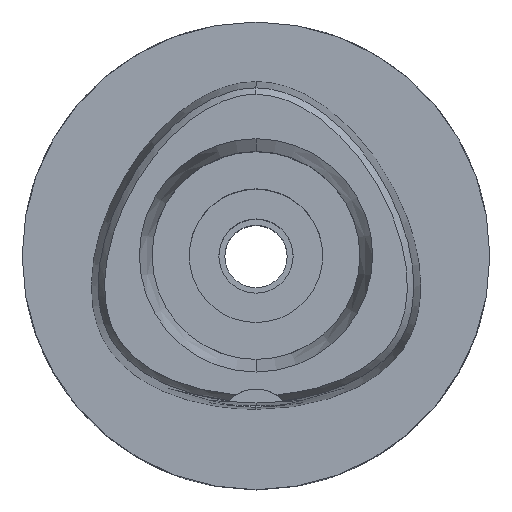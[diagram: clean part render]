
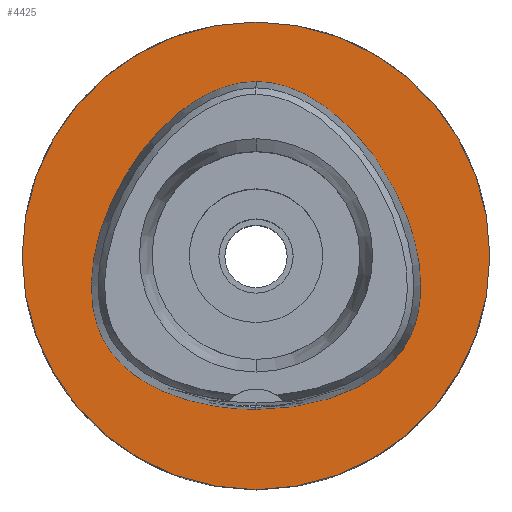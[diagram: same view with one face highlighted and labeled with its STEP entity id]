
A CAD part, top view. The second image highlights one B-rep face of the part: STEP entity #4425.
In plain terms, the highlighted planar face has unit normal (0, 0, 1).
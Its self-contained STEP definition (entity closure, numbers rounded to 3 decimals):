
#3 = CARTESIAN_POINT ( 'NONE',  ( -20.749, 4.657, 0. ) ) ;
#48 = B_SPLINE_CURVE_WITH_KNOTS ( 'NONE', 3,
 ( #3548, #3051, #343, #697, #2707, #1922, #672, #1507, #3, #1892, #368, #3527, #1557, #5087, #4299, #1118, #2686, #775, #2334, #1065, #4277, #1533, #4702 ),
 .UNSPECIFIED., .F., .F.,
 ( 4, 1, 1, 1, 1, 1, 1, 1, 1, 1, 1, 1, 1, 1, 1, 1, 1, 1, 1, 1, 4 ),
 ( 0., 0.042, 0.083, 0.125, 0.167, 0.25, 0.333, 0.417, 0.5, 0.542, 0.583, 0.625, 0.646, 0.667, 0.688, 0.708, 0.75, 0.792, 0.833, 0.917, 1. ),
 .UNSPECIFIED. ) ;
#152 = CIRCLE ( 'NONE', #649, 31.5 ) ;
#191 = CIRCLE ( 'NONE', #3910, 31.5 ) ;
#203 = CARTESIAN_POINT ( 'NONE',  ( 22.057, -6.848, 0. ) ) ;
#226 = ORIENTED_EDGE ( 'NONE', *, *, #4325, .F. ) ;
#272 = VERTEX_POINT ( 'NONE', #2648 ) ;
#343 = CARTESIAN_POINT ( 'NONE',  ( -2.565, 23.293, 0. ) ) ;
#368 = CARTESIAN_POINT ( 'NONE',  ( -22.245, -4.1, 0. ) ) ;
#561 = CARTESIAN_POINT ( 'NONE',  ( 11.233, -18.893, 0. ) ) ;
#585 = VERTEX_POINT ( 'NONE', #4396 ) ;
#649 = AXIS2_PLACEMENT_3D ( 'NONE', #1639, #4435, #3628 ) ;
#672 = CARTESIAN_POINT ( 'NONE',  ( -14.408, 15.641, 0. ) ) ;
#697 = CARTESIAN_POINT ( 'NONE',  ( -5.098, 22.526, 0. ) ) ;
#775 = CARTESIAN_POINT ( 'NONE',  ( -16.959, -15.678, 0. ) ) ;
#810 = DIRECTION ( 'NONE',  ( 0., 0., -1. ) ) ;
#977 = CARTESIAN_POINT ( 'NONE',  ( 20.35, -11.749, 0. ) ) ;
#1065 = CARTESIAN_POINT ( 'NONE',  ( -11.233, -18.893, 0. ) ) ;
#1104 = B_SPLINE_CURVE_WITH_KNOTS ( 'NONE', 3,
 ( #4084, #2123, #3695, #561, #3753, #1759, #1370, #2147, #977, #2550, #4166, #203, #1784, #2202, #3899, #4689, #4209, #3067, #4665, #4286, #2275, #1936, #5098 ),
 .UNSPECIFIED., .F., .F.,
 ( 4, 1, 1, 1, 1, 1, 1, 1, 1, 1, 1, 1, 1, 1, 1, 1, 1, 1, 1, 1, 4 ),
 ( 0., 0.083, 0.167, 0.208, 0.25, 0.292, 0.313, 0.333, 0.354, 0.375, 0.417, 0.458, 0.5, 0.583, 0.667, 0.75, 0.833, 0.875, 0.917, 0.958, 1. ),
 .UNSPECIFIED. ) ;
#1118 = CARTESIAN_POINT ( 'NONE',  ( -19.649, -12.825, 0. ) ) ;
#1292 = EDGE_CURVE ( 'NONE', #4679, #585, #48, .T. ) ;
#1303 = DIRECTION ( 'NONE',  ( 0., -1., 0. ) ) ;
#1370 = CARTESIAN_POINT ( 'NONE',  ( 18.568, -14.169, 0. ) ) ;
#1444 = ORIENTED_EDGE ( 'NONE', *, *, #1292, .F. ) ;
#1507 = CARTESIAN_POINT ( 'NONE',  ( -18.068, 10.432, 0. ) ) ;
#1533 = CARTESIAN_POINT ( 'NONE',  ( -2.114, -20.675, 0. ) ) ;
#1557 = CARTESIAN_POINT ( 'NONE',  ( -21.555, -8.996, 0. ) ) ;
#1639 = CARTESIAN_POINT ( 'NONE',  ( 0., 0., 0. ) ) ;
#1664 = PLANE ( 'NONE',  #4458 ) ;
#1701 = ORIENTED_EDGE ( 'NONE', *, *, #2547, .F. ) ;
#1759 = CARTESIAN_POINT ( 'NONE',  ( 16.959, -15.678, 0. ) ) ;
#1784 = CARTESIAN_POINT ( 'NONE',  ( 22.245, -4.1, 0. ) ) ;
#1892 = CARTESIAN_POINT ( 'NONE',  ( -21.978, -0.281, 0. ) ) ;
#1922 = CARTESIAN_POINT ( 'NONE',  ( -10.746, 19.174, 0. ) ) ;
#1936 = CARTESIAN_POINT ( 'NONE',  ( 0.855, 23.475, 0. ) ) ;
#2005 = EDGE_LOOP ( 'NONE', ( #1444, #1701 ) ) ;
#2123 = CARTESIAN_POINT ( 'NONE',  ( 2.114, -20.675, 0. ) ) ;
#2147 = CARTESIAN_POINT ( 'NONE',  ( 19.649, -12.825, 0. ) ) ;
#2202 = CARTESIAN_POINT ( 'NONE',  ( 21.978, -0.281, 0. ) ) ;
#2275 = CARTESIAN_POINT ( 'NONE',  ( 2.565, 23.293, 0. ) ) ;
#2334 = CARTESIAN_POINT ( 'NONE',  ( -14.673, -17.214, 0. ) ) ;
#2397 = DIRECTION ( 'NONE',  ( 0., -1., 0. ) ) ;
#2547 = EDGE_CURVE ( 'NONE', #585, #4679, #1104, .T. ) ;
#2550 = CARTESIAN_POINT ( 'NONE',  ( 20.932, -10.604, 0. ) ) ;
#2636 = CARTESIAN_POINT ( 'NONE',  ( 0., 23.475, 0. ) ) ;
#2648 = CARTESIAN_POINT ( 'NONE',  ( 0., -31.5, 0. ) ) ;
#2686 = CARTESIAN_POINT ( 'NONE',  ( -18.568, -14.169, 0. ) ) ;
#2707 = CARTESIAN_POINT ( 'NONE',  ( -7.571, 21.315, 0. ) ) ;
#3051 = CARTESIAN_POINT ( 'NONE',  ( -0.855, 23.475, 0. ) ) ;
#3067 = CARTESIAN_POINT ( 'NONE',  ( 10.746, 19.174, 0. ) ) ;
#3245 = DIRECTION ( 'NONE',  ( 0., 0., -1. ) ) ;
#3271 = FACE_OUTER_BOUND ( 'NONE', #5099, .T. ) ;
#3274 = ORIENTED_EDGE ( 'NONE', *, *, #4108, .F. ) ;
#3324 = CARTESIAN_POINT ( 'NONE',  ( 0., 31.5, 0. ) ) ;
#3527 = CARTESIAN_POINT ( 'NONE',  ( -22.057, -6.848, 0. ) ) ;
#3548 = CARTESIAN_POINT ( 'NONE',  ( 0., 23.475, 0. ) ) ;
#3628 = DIRECTION ( 'NONE',  ( 0., 1., 0. ) ) ;
#3671 = VERTEX_POINT ( 'NONE', #3324 ) ;
#3695 = CARTESIAN_POINT ( 'NONE',  ( 6.341, -20.298, 0. ) ) ;
#3753 = CARTESIAN_POINT ( 'NONE',  ( 14.673, -17.214, 0. ) ) ;
#3899 = CARTESIAN_POINT ( 'NONE',  ( 20.749, 4.657, 0. ) ) ;
#3910 = AXIS2_PLACEMENT_3D ( 'NONE', #4366, #810, #2397 ) ;
#4084 = CARTESIAN_POINT ( 'NONE',  ( 0., -20.675, 0. ) ) ;
#4108 = EDGE_CURVE ( 'NONE', #272, #3671, #191, .T. ) ;
#4166 = CARTESIAN_POINT ( 'NONE',  ( 21.555, -8.996, 0. ) ) ;
#4209 = CARTESIAN_POINT ( 'NONE',  ( 14.408, 15.641, 0. ) ) ;
#4277 = CARTESIAN_POINT ( 'NONE',  ( -6.341, -20.298, 0. ) ) ;
#4286 = CARTESIAN_POINT ( 'NONE',  ( 5.098, 22.526, 0. ) ) ;
#4299 = CARTESIAN_POINT ( 'NONE',  ( -20.35, -11.749, 0. ) ) ;
#4325 = EDGE_CURVE ( 'NONE', #3671, #272, #152, .T. ) ;
#4366 = CARTESIAN_POINT ( 'NONE',  ( 0., 0., 0. ) ) ;
#4396 = CARTESIAN_POINT ( 'NONE',  ( 0., -20.675, 0. ) ) ;
#4425 = ADVANCED_FACE ( 'NONE', ( #3271, #4859 ), #1664, .F. ) ;
#4435 = DIRECTION ( 'NONE',  ( 0., 0., -1. ) ) ;
#4458 = AXIS2_PLACEMENT_3D ( 'NONE', #4761, #3245, #1303 ) ;
#4665 = CARTESIAN_POINT ( 'NONE',  ( 7.571, 21.315, 0. ) ) ;
#4679 = VERTEX_POINT ( 'NONE', #2636 ) ;
#4689 = CARTESIAN_POINT ( 'NONE',  ( 18.068, 10.432, 0. ) ) ;
#4702 = CARTESIAN_POINT ( 'NONE',  ( 0., -20.675, 0. ) ) ;
#4761 = CARTESIAN_POINT ( 'NONE',  ( 0., 0., 0. ) ) ;
#4859 = FACE_BOUND ( 'NONE', #2005, .T. ) ;
#5087 = CARTESIAN_POINT ( 'NONE',  ( -20.932, -10.604, 0. ) ) ;
#5098 = CARTESIAN_POINT ( 'NONE',  ( 0., 23.475, 0. ) ) ;
#5099 = EDGE_LOOP ( 'NONE', ( #226, #3274 ) ) ;
